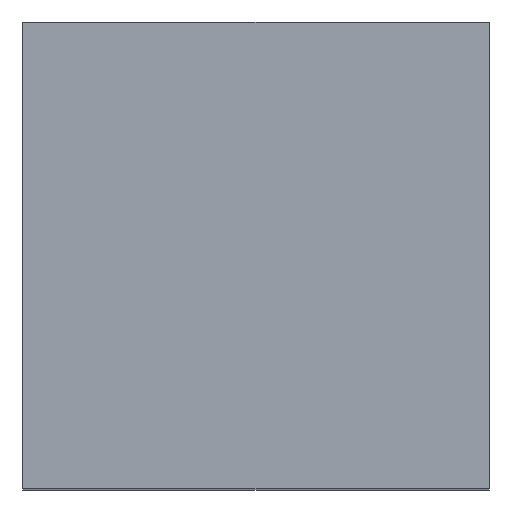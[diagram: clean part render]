
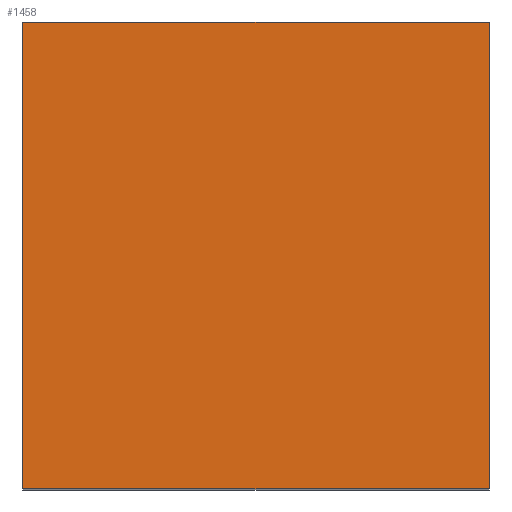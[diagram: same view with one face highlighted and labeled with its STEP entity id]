
A CAD part, top view. The second image highlights one B-rep face of the part: STEP entity #1458.
In plain terms, the highlighted planar face has unit normal (0, 0, 1).
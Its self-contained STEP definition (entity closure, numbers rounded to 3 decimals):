
#76 = EDGE_LOOP ( 'NONE', ( #477, #478, #479, #480 ) ) ;
#477 = ORIENTED_EDGE ( 'NONE', *, *, #2657, .F. ) ;
#478 = ORIENTED_EDGE ( 'NONE', *, *, #2659, .F. ) ;
#479 = ORIENTED_EDGE ( 'NONE', *, *, #2509, .T. ) ;
#480 = ORIENTED_EDGE ( 'NONE', *, *, #2660, .F. ) ;
#659 = FACE_OUTER_BOUND ( 'NONE', #76, .T. ) ;
#850 = LINE ( 'NONE', #1944, #861 ) ;
#861 = VECTOR ( 'NONE', #1945, 1000. ) ;
#1111 = VERTEX_POINT ( 'NONE', #1249 ) ;
#1112 = VERTEX_POINT ( 'NONE', #1250 ) ;
#1194 = VERTEX_POINT ( 'NONE', #1332 ) ;
#1195 = VERTEX_POINT ( 'NONE', #1333 ) ;
#1249 = CARTESIAN_POINT ( 'NONE',  ( -10., -12.5, 40. ) ) ;
#1250 = CARTESIAN_POINT ( 'NONE',  ( -10., 12.5, 40. ) ) ;
#1332 = CARTESIAN_POINT ( 'NONE',  ( 15., 12.5, 40. ) ) ;
#1333 = CARTESIAN_POINT ( 'NONE',  ( 15., -12.5, 40. ) ) ;
#1458 = ADVANCED_FACE ( 'NONE', ( #659 ), #1660, .T. ) ;
#1659 = CARTESIAN_POINT ( 'NONE',  ( 2.5, 0., 40. ) ) ;
#1660 = PLANE ( 'NONE',  #2724 ) ;
#1662 = DIRECTION ( 'NONE',  ( 0., 0., 1. ) ) ;
#1663 = DIRECTION ( 'NONE',  ( 1., 0., 0. ) ) ;
#1944 = CARTESIAN_POINT ( 'NONE',  ( -10., 0., 40. ) ) ;
#1945 = DIRECTION ( 'NONE',  ( 0., -1., 0. ) ) ;
#2252 = CARTESIAN_POINT ( 'NONE',  ( 15., 12.5, 40. ) ) ;
#2253 = DIRECTION ( 'NONE',  ( 0., -1., 0. ) ) ;
#2256 = CARTESIAN_POINT ( 'NONE',  ( -10., 12.5, 40. ) ) ;
#2257 = DIRECTION ( 'NONE',  ( 1., 0., 0. ) ) ;
#2258 = CARTESIAN_POINT ( 'NONE',  ( 15., -12.5, 40. ) ) ;
#2259 = DIRECTION ( 'NONE',  ( -1., 0., 0. ) ) ;
#2364 = LINE ( 'NONE', #2252, #2372 ) ;
#2372 = VECTOR ( 'NONE', #2253, 1000. ) ;
#2376 = LINE ( 'NONE', #2256, #2377 ) ;
#2377 = VECTOR ( 'NONE', #2257, 1000. ) ;
#2378 = LINE ( 'NONE', #2258, #2379 ) ;
#2379 = VECTOR ( 'NONE', #2259, 1000. ) ;
#2509 = EDGE_CURVE ( 'NONE', #1112, #1111, #850, .T. ) ;
#2657 = EDGE_CURVE ( 'NONE', #1194, #1195, #2364, .T. ) ;
#2659 = EDGE_CURVE ( 'NONE', #1112, #1194, #2376, .T. ) ;
#2660 = EDGE_CURVE ( 'NONE', #1195, #1111, #2378, .T. ) ;
#2724 = AXIS2_PLACEMENT_3D ( 'NONE', #1659, #1662, #1663 ) ;
